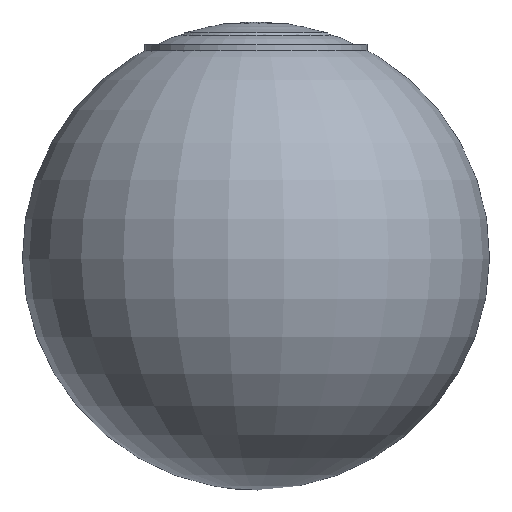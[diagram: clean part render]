
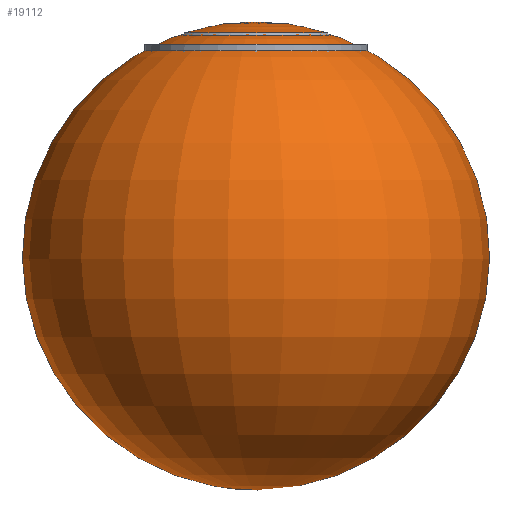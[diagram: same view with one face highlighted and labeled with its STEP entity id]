
A CAD part, front view. The second image highlights one B-rep face of the part: STEP entity #19112.
In plain terms, the highlighted toroidal (fillet/blend) face has major radius 0.093 mm and minor radius 42.1 mm.
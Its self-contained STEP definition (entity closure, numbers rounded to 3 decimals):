
#29=VERTEX_LOOP('',#8312);
#31=DEGENERATE_TOROIDAL_SURFACE('',#20401,0.093,42.1,.T.);
#1054=CIRCLE('',#20400,12.827);
#4967=ORIENTED_EDGE('',*,*,#6979,.T.);
#6979=EDGE_CURVE('',#8311,#8311,#1054,.T.);
#8311=VERTEX_POINT('',#31098);
#8312=VERTEX_POINT('',#31100);
#11322=EDGE_LOOP('',(#4967));
#12306=FACE_BOUND('',#29,.T.);
#12307=FACE_BOUND('',#11322,.T.);
#19112=ADVANCED_FACE('',(#12306,#12307),#31,.T.);
#20400=AXIS2_PLACEMENT_3D('',#31097,#23927,#23928);
#20401=AXIS2_PLACEMENT_3D('',#31099,#23929,#23930);
#23927=DIRECTION('',(0.,0.,1.));
#23928=DIRECTION('',(1.,0.,0.));
#23929=DIRECTION('',(0.,0.,1.));
#23930=DIRECTION('',(1.,0.,0.));
#31097=CARTESIAN_POINT('',(0.,0.,69.13));
#31098=CARTESIAN_POINT('',(12.827,0.,69.13));
#31099=CARTESIAN_POINT('',(0.,0.,29.002));
#31100=CARTESIAN_POINT('',(0.,0.,
71.102));
